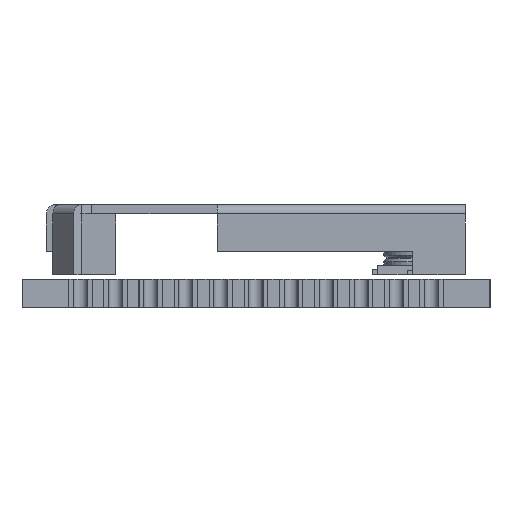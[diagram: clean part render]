
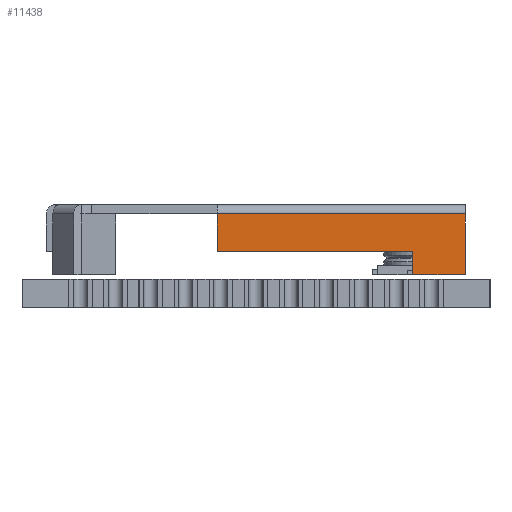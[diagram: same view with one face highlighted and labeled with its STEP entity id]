
A CAD part, front view. The second image highlights one B-rep face of the part: STEP entity #11438.
In plain terms, the highlighted face is planar.
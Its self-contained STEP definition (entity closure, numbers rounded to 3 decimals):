
#231 = EDGE_CURVE ( 'NONE', #8483, #13808, #9863, .T. ) ;
#261 = ORIENTED_EDGE ( 'NONE', *, *, #231, .T. ) ;
#468 = VECTOR ( 'NONE', #5546, 1000. ) ;
#483 = DIRECTION ( 'NONE',  ( 0., 0., 1. ) ) ;
#691 = VECTOR ( 'NONE', #10622, 1000. ) ;
#1008 = CARTESIAN_POINT ( 'NONE',  ( 0.651, 1.721, 1.5 ) ) ;
#1144 = ORIENTED_EDGE ( 'NONE', *, *, #11791, .T. ) ;
#1477 = EDGE_CURVE ( 'NONE', #3036, #7516, #12628, .T. ) ;
#1505 = EDGE_CURVE ( 'NONE', #13808, #13419, #6634, .T. ) ;
#1858 = LINE ( 'NONE', #8668, #691 ) ;
#1899 = VECTOR ( 'NONE', #9556, 1000. ) ;
#2289 = ORIENTED_EDGE ( 'NONE', *, *, #6278, .F. ) ;
#2578 = EDGE_LOOP ( 'NONE', ( #2289, #9127, #1144, #5596, #261, #10574 ) ) ;
#2907 = VERTEX_POINT ( 'NONE', #9468 ) ;
#2977 = CARTESIAN_POINT ( 'NONE',  ( 0.651, 0.593, 1.3 ) ) ;
#3036 = VERTEX_POINT ( 'NONE', #12046 ) ;
#3073 = FACE_OUTER_BOUND ( 'NONE', #2578, .T. ) ;
#3189 = DIRECTION ( 'NONE',  ( 0., 0., -1. ) ) ;
#3761 = VECTOR ( 'NONE', #5576, 1000. ) ;
#4532 = CARTESIAN_POINT ( 'NONE',  ( 0.651, 5.894, 1.5 ) ) ;
#5092 = CARTESIAN_POINT ( 'NONE',  ( 0.651, 4.635, 0.5 ) ) ;
#5546 = DIRECTION ( 'NONE',  ( 0., -1., 0. ) ) ;
#5576 = DIRECTION ( 'NONE',  ( 0., 0., -1. ) ) ;
#5596 = ORIENTED_EDGE ( 'NONE', *, *, #6868, .T. ) ;
#5843 = PLANE ( 'NONE',  #9028 ) ;
#6278 = EDGE_CURVE ( 'NONE', #3036, #13419, #1858, .T. ) ;
#6634 = LINE ( 'NONE', #8881, #11809 ) ;
#6868 = EDGE_CURVE ( 'NONE', #2907, #8483, #12716, .T. ) ;
#7409 = VECTOR ( 'NONE', #3189, 1000. ) ;
#7516 = VERTEX_POINT ( 'NONE', #9662 ) ;
#8483 = VERTEX_POINT ( 'NONE', #9603 ) ;
#8668 = CARTESIAN_POINT ( 'NONE',  ( 0.651, 0.593, 1.3 ) ) ;
#8881 = CARTESIAN_POINT ( 'NONE',  ( 0.651, 0.593, 1.5 ) ) ;
#9028 = AXIS2_PLACEMENT_3D ( 'NONE', #11055, #13240, #483 ) ;
#9127 = ORIENTED_EDGE ( 'NONE', *, *, #1477, .T. ) ;
#9130 = CARTESIAN_POINT ( 'NONE',  ( 0.651, 0.593, 0. ) ) ;
#9164 = DIRECTION ( 'NONE',  ( 0., 0., 1. ) ) ;
#9468 = CARTESIAN_POINT ( 'NONE',  ( 0.651, 1.721, 0.5 ) ) ;
#9556 = DIRECTION ( 'NONE',  ( 0., -1., 0. ) ) ;
#9603 = CARTESIAN_POINT ( 'NONE',  ( 0.651, 1.721, 0. ) ) ;
#9662 = CARTESIAN_POINT ( 'NONE',  ( 0.651, 5.894, 0.5 ) ) ;
#9863 = LINE ( 'NONE', #12815, #468 ) ;
#10574 = ORIENTED_EDGE ( 'NONE', *, *, #1505, .T. ) ;
#10622 = DIRECTION ( 'NONE',  ( 0., -1., 0. ) ) ;
#11055 = CARTESIAN_POINT ( 'NONE',  ( 0.651, 4.635, 1.5 ) ) ;
#11265 = LINE ( 'NONE', #5092, #1899 ) ;
#11438 = ADVANCED_FACE ( 'NONE', ( #3073 ), #5843, .T. ) ;
#11791 = EDGE_CURVE ( 'NONE', #7516, #2907, #11265, .T. ) ;
#11809 = VECTOR ( 'NONE', #9164, 1000. ) ;
#12046 = CARTESIAN_POINT ( 'NONE',  ( 0.651, 5.894, 1.3 ) ) ;
#12628 = LINE ( 'NONE', #4532, #3761 ) ;
#12716 = LINE ( 'NONE', #1008, #7409 ) ;
#12815 = CARTESIAN_POINT ( 'NONE',  ( 0.651, 4.635, 0. ) ) ;
#13240 = DIRECTION ( 'NONE',  ( -1., 0., 0. ) ) ;
#13419 = VERTEX_POINT ( 'NONE', #2977 ) ;
#13808 = VERTEX_POINT ( 'NONE', #9130 ) ;
